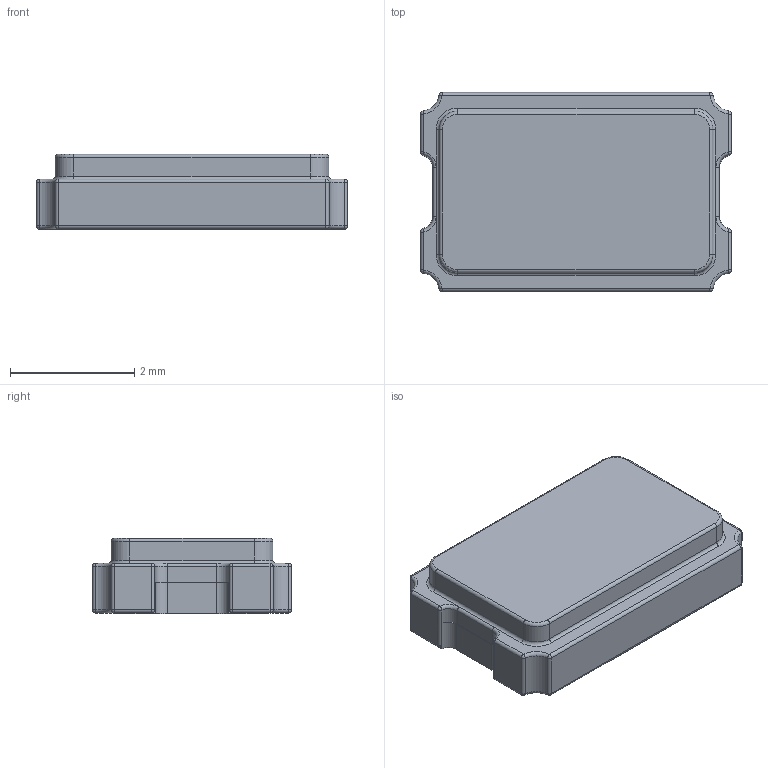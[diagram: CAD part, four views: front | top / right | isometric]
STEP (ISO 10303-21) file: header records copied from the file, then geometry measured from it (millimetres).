
FILE_DESCRIPTION (( 'STEP AP214' ), '1' );
FILE_NAME ('OSC-SMD-2P_L5.0-W3.2-H1.4.step', '2023-01-12T02:53:53', ( '' ), ( '' ), 'SwSTEP 2.0', 'SolidWorks 2020', '' );
FILE_SCHEMA (( 'AUTOMOTIVE_DESIGN' ));
Length unit declared in the file: millimetre
Products named in the file (1): OSC-SMD-2P_L5.0-W3.2-H1.4
Bounding box: 5 x 3.2 x 1.21 mm (x, y, z)
Volume: 16.8 mm3; surface area: 47.8 mm2
Topology: 1 solids, 1 shells, 350 faces, 907 edges, 570 vertices
Faces by surface type: plane 158, bspline 98, cylinder 50, sphere 24, torus 20
Entity records: 14927 total; most frequent: CARTESIAN_POINT 3126, ORIENTED_EDGE 1798, DIRECTION 1357, EDGE_CURVE 899, VERTEX_POINT 570, LINE 547, VECTOR 547, AXIS2_PLACEMENT_3D 405
